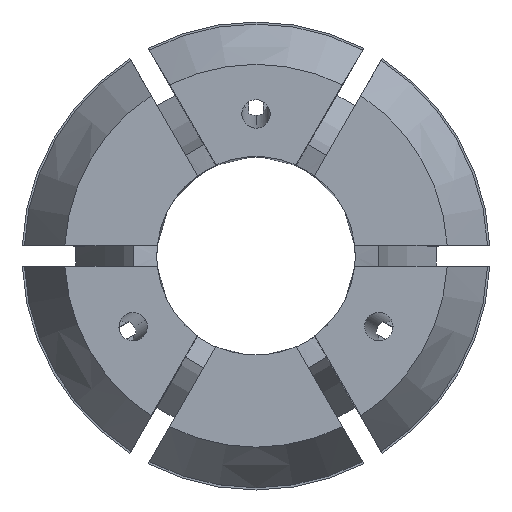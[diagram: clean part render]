
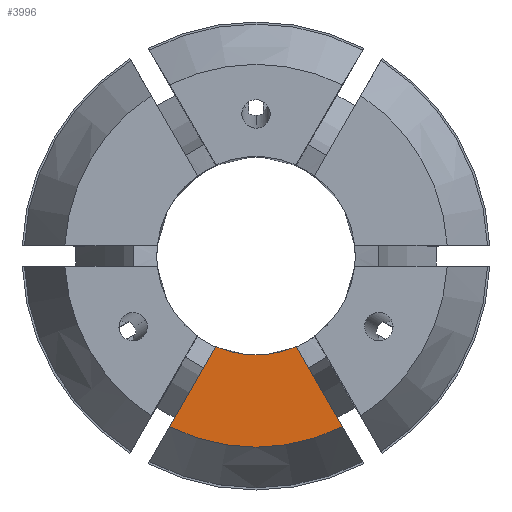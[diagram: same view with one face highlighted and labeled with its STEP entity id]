
A CAD part, top view. The second image highlights one B-rep face of the part: STEP entity #3996.
In plain terms, the highlighted planar face has unit normal (0, 0, 1).
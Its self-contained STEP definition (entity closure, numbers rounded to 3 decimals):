
#59 = ORIENTED_EDGE ( 'NONE', *, *, #1584, .F. ) ;
#80 = FACE_OUTER_BOUND ( 'NONE', #3644, .T. ) ;
#112 = DIRECTION ( 'NONE',  ( 0., 0., 1. ) ) ;
#146 = VECTOR ( 'NONE', #2648, 1000. ) ;
#289 = AXIS2_PLACEMENT_3D ( 'NONE', #3820, #112, #3849 ) ;
#481 = CARTESIAN_POINT ( 'NONE',  ( -6.495, 9.75, 40. ) ) ;
#589 = PLANE ( 'NONE',  #837 ) ;
#613 = CARTESIAN_POINT ( 'NONE',  ( 2.83, -6.402, 40. ) ) ;
#837 = AXIS2_PLACEMENT_3D ( 'NONE', #1491, #934, #1799 ) ;
#934 = DIRECTION ( 'NONE',  ( 0., 0., 1. ) ) ;
#1085 = ORIENTED_EDGE ( 'NONE', *, *, #3257, .F. ) ;
#1394 = VERTEX_POINT ( 'NONE', #3460 ) ;
#1491 = CARTESIAN_POINT ( 'NONE',  ( 0., 13.499, 40. ) ) ;
#1584 = EDGE_CURVE ( 'NONE', #2028, #1980, #1950, .T. ) ;
#1799 = DIRECTION ( 'NONE',  ( 1., 0., 0. ) ) ;
#1880 = DIRECTION ( 'NONE',  ( 0., 0., -1. ) ) ;
#1894 = AXIS2_PLACEMENT_3D ( 'NONE', #2231, #1880, #2243 ) ;
#1937 = ORIENTED_EDGE ( 'NONE', *, *, #3562, .F. ) ;
#1950 = LINE ( 'NONE', #481, #146 ) ;
#1980 = VERTEX_POINT ( 'NONE', #3911 ) ;
#2028 = VERTEX_POINT ( 'NONE', #613 ) ;
#2038 = CIRCLE ( 'NONE', #1894, 13.499 ) ;
#2231 = CARTESIAN_POINT ( 'NONE',  ( 0., 0., 40. ) ) ;
#2243 = DIRECTION ( 'NONE',  ( -1., 0., 0. ) ) ;
#2427 = CIRCLE ( 'NONE', #289, 7. ) ;
#2584 = ORIENTED_EDGE ( 'NONE', *, *, #3064, .T. ) ;
#2648 = DIRECTION ( 'NONE',  ( 0.5, -0.866, 0. ) ) ;
#2832 = DIRECTION ( 'NONE',  ( -0.5, -0.866, 0. ) ) ;
#3064 = EDGE_CURVE ( 'NONE', #1394, #3850, #3065, .T. ) ;
#3065 = LINE ( 'NONE', #3144, #3359 ) ;
#3144 = CARTESIAN_POINT ( 'NONE',  ( 6.495, 9.75, 40. ) ) ;
#3257 = EDGE_CURVE ( 'NONE', #1980, #3850, #2038, .T. ) ;
#3359 = VECTOR ( 'NONE', #2832, 1000. ) ;
#3460 = CARTESIAN_POINT ( 'NONE',  ( -2.83, -6.402, 40. ) ) ;
#3562 = EDGE_CURVE ( 'NONE', #1394, #2028, #2427, .T. ) ;
#3644 = EDGE_LOOP ( 'NONE', ( #1937, #2584, #1085, #59 ) ) ;
#3820 = CARTESIAN_POINT ( 'NONE',  ( 0., 0., 40. ) ) ;
#3849 = DIRECTION ( 'NONE',  ( 1., 0., 0. ) ) ;
#3850 = VERTEX_POINT ( 'NONE', #3874 ) ;
#3874 = CARTESIAN_POINT ( 'NONE',  ( -6.09, -12.048, 40. ) ) ;
#3911 = CARTESIAN_POINT ( 'NONE',  ( 6.09, -12.048, 40. ) ) ;
#3996 = ADVANCED_FACE ( 'NONE', ( #80 ), #589, .T. ) ;
